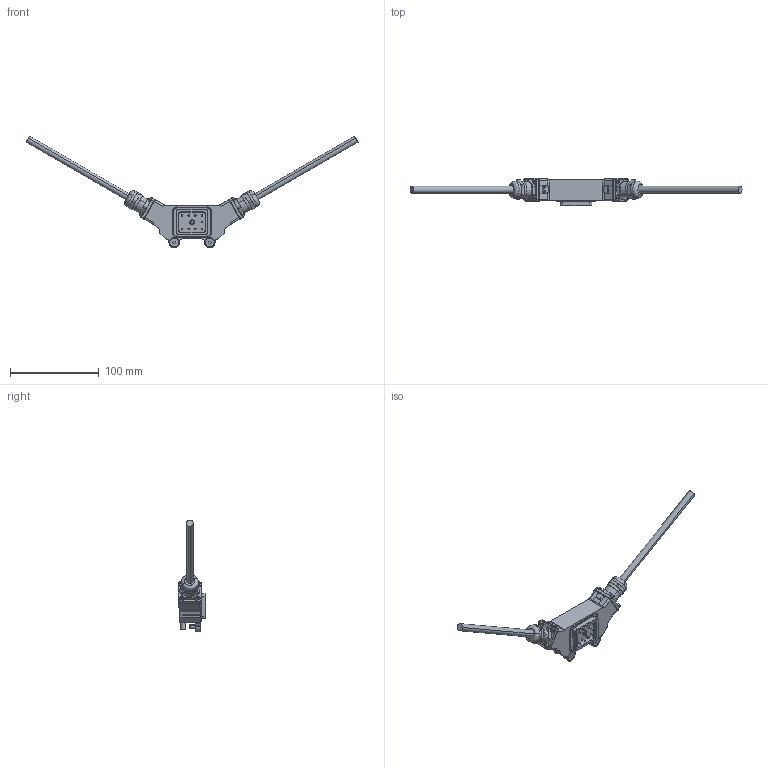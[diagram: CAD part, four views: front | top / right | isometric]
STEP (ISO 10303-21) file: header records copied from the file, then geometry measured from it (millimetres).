
FILE_DESCRIPTION (( 'STEP AP214' ), '1' );
FILE_NAME ('P3313.STEP', '2024-02-16T06:09:10', ( '' ), ( '' ), 'SwSTEP 2.0', 'SolidWorks 2021', '' );
FILE_SCHEMA (( 'AUTOMOTIVE_DESIGN' ));
Length unit declared in the file: millimetre
Products named in the file (1): P3313
Bounding box: 374.2 x 31.35 x 125.94 mm (x, y, z)
Volume: 131781.1 mm3; surface area: 46167.4 mm2
Topology: 36 solids, 36 shells, 1032 faces, 2455 edges, 1529 vertices
Faces by surface type: cylinder 488, plane 263, cone 144, torus 126, bspline 11
Entity records: 42604 total; most frequent: CARTESIAN_POINT 5988, DIRECTION 5711, ORIENTED_EDGE 4866, EDGE_CURVE 2433, AXIS2_PLACEMENT_3D 2332, VERTEX_POINT 1529, CIRCLE 1310, EDGE_LOOP 1178
